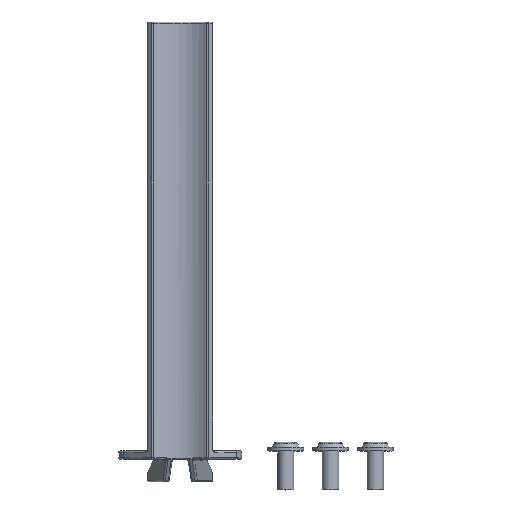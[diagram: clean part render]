
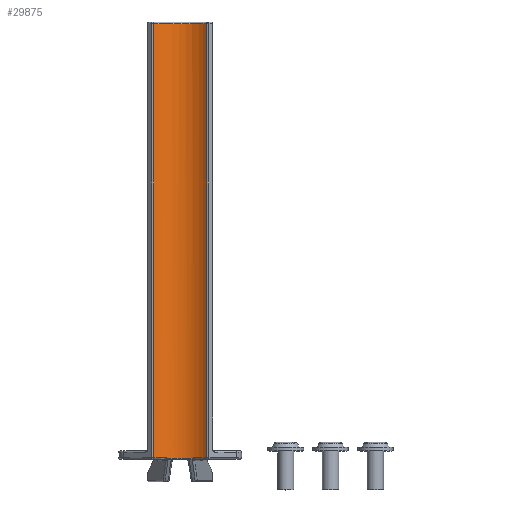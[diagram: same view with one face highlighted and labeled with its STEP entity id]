
A CAD part, left-side view. The second image highlights one B-rep face of the part: STEP entity #29875.
In plain terms, the highlighted cylindrical face has radius 12.5 mm (diameter 25 mm), a partial arc.
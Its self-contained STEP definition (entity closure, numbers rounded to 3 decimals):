
#776=ELLIPSE('',#32157,12.502,12.5);
#1388=CYLINDRICAL_SURFACE('',#32152,12.5);
#2274=LINE('',#47055,#4067);
#2275=LINE('',#47059,#4068);
#4067=VECTOR('',#36210,10.);
#4068=VECTOR('',#36213,10.);
#5872=FACE_OUTER_BOUND('',#8059,.T.);
#8059=EDGE_LOOP('',(#19893,#19894,#19895,#19896,#19897,#19898,#19899,#19900,
#19901,#19902,#19903,#19904,#19905,#19906,#19907,#19908));
#10261=CIRCLE('',#32153,12.5);
#10262=CIRCLE('',#32154,12.5);
#10263=CIRCLE('',#32155,12.5);
#10264=CIRCLE('',#32156,12.5);
#10265=CIRCLE('',#32158,12.5);
#12052=B_SPLINE_CURVE_WITH_KNOTS('',3,(#46945,#46946,#46947,#46948),
 .UNSPECIFIED.,.F.,.F.,(4,4),(0.,0.015),
 .UNSPECIFIED.);
#12054=B_SPLINE_CURVE_WITH_KNOTS('',3,(#46988,#46989,#46990,#46991,#46992,
#46993,#46994,#46995),.UNSPECIFIED.,.F.,.F.,(4,1,1,2,4),(0.,0.046,
0.061,0.076,0.077),.UNSPECIFIED.);
#12056=B_SPLINE_CURVE_WITH_KNOTS('',3,(#47008,#47009,#47010,#47011,#47012,
#47013,#47014),.UNSPECIFIED.,.F.,.F.,(4,1,1,1,4),(0.075,0.103,
0.121,0.13,0.14),.UNSPECIFIED.);
#12057=B_SPLINE_CURVE_WITH_KNOTS('',3,(#47016,#47017,#47018,#47019),
 .UNSPECIFIED.,.F.,.F.,(4,4),(-0.157,-0.143),
 .UNSPECIFIED.);
#12058=B_SPLINE_CURVE_WITH_KNOTS('',3,(#47023,#47024,#47025,#47026),
 .UNSPECIFIED.,.F.,.F.,(4,4),(0.,0.014),
 .UNSPECIFIED.);
#12059=B_SPLINE_CURVE_WITH_KNOTS('',3,(#47028,#47029,#47030,#47031,#47032,
#47033,#47034,#47035),.UNSPECIFIED.,.F.,.F.,(4,1,1,1,1,4),(-0.099,
-0.09,-0.085,-0.071,-0.053,
-0.035),.UNSPECIFIED.);
#12060=B_SPLINE_CURVE_WITH_KNOTS('',3,(#47039,#47040,#47041,#47042),
 .UNSPECIFIED.,.F.,.F.,(4,4),(0.,0.015),.UNSPECIFIED.);
#12061=B_SPLINE_CURVE_WITH_KNOTS('',3,(#47044,#47045,#47046,#47047,#47048,
#47049,#47050,#47051),.UNSPECIFIED.,.F.,.F.,(4,2,1,1,4),(0.,
0.,0.046,0.061,0.076),
 .UNSPECIFIED.);
#12591=VERTEX_POINT('',#46942);
#12592=VERTEX_POINT('',#46944);
#12594=VERTEX_POINT('',#46987);
#12595=VERTEX_POINT('',#47005);
#12596=VERTEX_POINT('',#47007);
#12597=VERTEX_POINT('',#47015);
#12598=VERTEX_POINT('',#47020);
#12599=VERTEX_POINT('',#47022);
#12600=VERTEX_POINT('',#47027);
#12601=VERTEX_POINT('',#47036);
#12602=VERTEX_POINT('',#47038);
#12603=VERTEX_POINT('',#47043);
#12604=VERTEX_POINT('',#47052);
#12605=VERTEX_POINT('',#47054);
#12606=VERTEX_POINT('',#47056);
#12607=VERTEX_POINT('',#47058);
#15151=EDGE_CURVE('',#12591,#12592,#12052,.T.);
#15154=EDGE_CURVE('',#12592,#12594,#12054,.T.);
#15156=EDGE_CURVE('',#12595,#12591,#10261,.T.);
#15157=EDGE_CURVE('',#12596,#12595,#12056,.T.);
#15158=EDGE_CURVE('',#12597,#12596,#12057,.T.);
#15159=EDGE_CURVE('',#12598,#12597,#10262,.T.);
#15160=EDGE_CURVE('',#12599,#12598,#12058,.T.);
#15161=EDGE_CURVE('',#12600,#12599,#12059,.T.);
#15162=EDGE_CURVE('',#12601,#12600,#10263,.T.);
#15163=EDGE_CURVE('',#12602,#12601,#12060,.T.);
#15164=EDGE_CURVE('',#12603,#12602,#12061,.T.);
#15165=EDGE_CURVE('',#12604,#12603,#10264,.T.);
#15166=EDGE_CURVE('',#12605,#12604,#2274,.T.);
#15167=EDGE_CURVE('',#12606,#12605,#776,.T.);
#15168=EDGE_CURVE('',#12607,#12606,#2275,.T.);
#15169=EDGE_CURVE('',#12594,#12607,#10265,.T.);
#19893=ORIENTED_EDGE('',*,*,#15154,.F.);
#19894=ORIENTED_EDGE('',*,*,#15151,.F.);
#19895=ORIENTED_EDGE('',*,*,#15156,.F.);
#19896=ORIENTED_EDGE('',*,*,#15157,.F.);
#19897=ORIENTED_EDGE('',*,*,#15158,.F.);
#19898=ORIENTED_EDGE('',*,*,#15159,.F.);
#19899=ORIENTED_EDGE('',*,*,#15160,.F.);
#19900=ORIENTED_EDGE('',*,*,#15161,.F.);
#19901=ORIENTED_EDGE('',*,*,#15162,.F.);
#19902=ORIENTED_EDGE('',*,*,#15163,.F.);
#19903=ORIENTED_EDGE('',*,*,#15164,.F.);
#19904=ORIENTED_EDGE('',*,*,#15165,.F.);
#19905=ORIENTED_EDGE('',*,*,#15166,.F.);
#19906=ORIENTED_EDGE('',*,*,#15167,.F.);
#19907=ORIENTED_EDGE('',*,*,#15168,.F.);
#19908=ORIENTED_EDGE('',*,*,#15169,.F.);
#29875=ADVANCED_FACE('',(#5872),#1388,.F.);
#32152=AXIS2_PLACEMENT_3D('',#47004,#36200,#36201);
#32153=AXIS2_PLACEMENT_3D('',#47006,#36202,#36203);
#32154=AXIS2_PLACEMENT_3D('',#47021,#36204,#36205);
#32155=AXIS2_PLACEMENT_3D('',#47037,#36206,#36207);
#32156=AXIS2_PLACEMENT_3D('',#47053,#36208,#36209);
#32157=AXIS2_PLACEMENT_3D('',#47057,#36211,#36212);
#32158=AXIS2_PLACEMENT_3D('',#47060,#36214,#36215);
#36200=DIRECTION('center_axis',(0.,-1.,0.));
#36201=DIRECTION('ref_axis',(-1.,0.,0.));
#36202=DIRECTION('center_axis',(0.,1.,0.));
#36203=DIRECTION('ref_axis',(0.,0.,1.));
#36204=DIRECTION('center_axis',(0.,1.,0.));
#36205=DIRECTION('ref_axis',(0.,0.,1.));
#36206=DIRECTION('center_axis',(0.,1.,0.));
#36207=DIRECTION('ref_axis',(0.,0.,1.));
#36208=DIRECTION('center_axis',(0.,1.,0.));
#36209=DIRECTION('ref_axis',(-0.503,0.,0.865));
#36210=DIRECTION('',(0.,-1.,0.));
#36211=DIRECTION('center_axis',(0.,-1.,-0.018));
#36212=DIRECTION('ref_axis',(0.,-0.018,1.));
#36213=DIRECTION('',(0.,1.,0.));
#36214=DIRECTION('center_axis',(0.,1.,0.));
#36215=DIRECTION('ref_axis',(0.503,0.,0.865));
#46942=CARTESIAN_POINT('',(3.691,-1.17,-15.357));
#46944=CARTESIAN_POINT('',(3.803,-1.091,-15.393));
#46945=CARTESIAN_POINT('Ctrl Pts',(3.691,-1.17,-15.357));
#46946=CARTESIAN_POINT('Ctrl Pts',(3.738,-1.17,-15.372));
#46947=CARTESIAN_POINT('Ctrl Pts',(3.777,-1.132,-15.384));
#46948=CARTESIAN_POINT('Ctrl Pts',(3.803,-1.091,-15.393));
#46987=CARTESIAN_POINT('',(4.415,-0.75,-15.606));
#46988=CARTESIAN_POINT('Ctrl Pts',(3.803,-1.091,-15.393));
#46989=CARTESIAN_POINT('Ctrl Pts',(3.885,-0.966,-15.419));
#46990=CARTESIAN_POINT('Ctrl Pts',(4.045,-0.836,
-15.471));
#46991=CARTESIAN_POINT('Ctrl Pts',(4.274,-0.778,
-15.553));
#46992=CARTESIAN_POINT('Ctrl Pts',(4.365,-0.76,-15.587));
#46993=CARTESIAN_POINT('Ctrl Pts',(4.412,-0.751,-15.605));
#46994=CARTESIAN_POINT('Ctrl Pts',(4.414,-0.75,
-15.605));
#46995=CARTESIAN_POINT('Ctrl Pts',(4.415,-0.75,
-15.606));
#47004=CARTESIAN_POINT('Origin',(0.,1.411,-27.3));
#47005=CARTESIAN_POINT('',(2.511,-1.17,-15.055));
#47006=CARTESIAN_POINT('Origin',(0.,-1.17,-27.3));
#47007=CARTESIAN_POINT('',(1.927,-0.962,-14.949));
#47008=CARTESIAN_POINT('Ctrl Pts',(1.927,-0.962,
-14.949));
#47009=CARTESIAN_POINT('Ctrl Pts',(2.014,-0.978,
-14.963));
#47010=CARTESIAN_POINT('Ctrl Pts',(2.155,-1.028,-14.987));
#47011=CARTESIAN_POINT('Ctrl Pts',(2.315,-1.108,-15.016));
#47012=CARTESIAN_POINT('Ctrl Pts',(2.424,-1.155,-15.037));
#47013=CARTESIAN_POINT('Ctrl Pts',(2.481,-1.17,-15.049));
#47014=CARTESIAN_POINT('Ctrl Pts',(2.511,-1.17,-15.055));
#47015=CARTESIAN_POINT('',(1.793,-0.95,-14.929));
#47016=CARTESIAN_POINT('Ctrl Pts',(1.793,-0.95,
-14.929));
#47017=CARTESIAN_POINT('Ctrl Pts',(1.838,-0.95,-14.936));
#47018=CARTESIAN_POINT('Ctrl Pts',(1.883,-0.954,
-14.943));
#47019=CARTESIAN_POINT('Ctrl Pts',(1.927,-0.962,
-14.949));
#47020=CARTESIAN_POINT('',(-1.793,-0.95,-14.929));
#47021=CARTESIAN_POINT('Origin',(0.,-0.95,-27.3));
#47022=CARTESIAN_POINT('',(-1.927,-0.962,-14.949));
#47023=CARTESIAN_POINT('Ctrl Pts',(-1.927,-0.962,
-14.949));
#47024=CARTESIAN_POINT('Ctrl Pts',(-1.883,-0.954,
-14.943));
#47025=CARTESIAN_POINT('Ctrl Pts',(-1.838,-0.95,
-14.936));
#47026=CARTESIAN_POINT('Ctrl Pts',(-1.793,-0.95,
-14.929));
#47027=CARTESIAN_POINT('',(-2.511,-1.17,-15.055));
#47028=CARTESIAN_POINT('Ctrl Pts',(-2.511,-1.17,
-15.055));
#47029=CARTESIAN_POINT('Ctrl Pts',(-2.481,-1.17,
-15.049));
#47030=CARTESIAN_POINT('Ctrl Pts',(-2.438,-1.158,
-15.04));
#47031=CARTESIAN_POINT('Ctrl Pts',(-2.355,-1.126,
-15.024));
#47032=CARTESIAN_POINT('Ctrl Pts',(-2.248,-1.074,-15.004));
#47033=CARTESIAN_POINT('Ctrl Pts',(-2.099,-1.006,
-14.977));
#47034=CARTESIAN_POINT('Ctrl Pts',(-1.985,-0.972,
-14.958));
#47035=CARTESIAN_POINT('Ctrl Pts',(-1.927,-0.962,
-14.949));
#47036=CARTESIAN_POINT('',(-3.691,-1.17,-15.357));
#47037=CARTESIAN_POINT('Origin',(0.,-1.17,-27.3));
#47038=CARTESIAN_POINT('',(-3.803,-1.091,-15.393));
#47039=CARTESIAN_POINT('Ctrl Pts',(-3.803,-1.091,
-15.393));
#47040=CARTESIAN_POINT('Ctrl Pts',(-3.777,-1.132,
-15.384));
#47041=CARTESIAN_POINT('Ctrl Pts',(-3.738,-1.17,
-15.372));
#47042=CARTESIAN_POINT('Ctrl Pts',(-3.691,-1.17,
-15.357));
#47043=CARTESIAN_POINT('',(-4.415,-0.75,-15.606));
#47044=CARTESIAN_POINT('Ctrl Pts',(-4.415,-0.75,
-15.606));
#47045=CARTESIAN_POINT('Ctrl Pts',(-4.414,-0.75,
-15.605));
#47046=CARTESIAN_POINT('Ctrl Pts',(-4.412,-0.751,
-15.605));
#47047=CARTESIAN_POINT('Ctrl Pts',(-4.274,-0.776,
-15.552));
#47048=CARTESIAN_POINT('Ctrl Pts',(-4.083,-0.813,
-15.485));
#47049=CARTESIAN_POINT('Ctrl Pts',(-3.893,-0.972,
-15.421));
#47050=CARTESIAN_POINT('Ctrl Pts',(-3.831,-1.049,
-15.401));
#47051=CARTESIAN_POINT('Ctrl Pts',(-3.803,-1.091,
-15.393));
#47052=CARTESIAN_POINT('',(-8.202,-0.75,-17.867));
#47053=CARTESIAN_POINT('Origin',(0.,-0.75,-27.3));
#47054=CARTESIAN_POINT('',(-8.202,132.848,-17.867));
#47055=CARTESIAN_POINT('',(-8.202,1.411,-17.867));
#47056=CARTESIAN_POINT('',(8.202,132.848,-17.867));
#47057=CARTESIAN_POINT('Origin',(0.,133.019,-27.3));
#47058=CARTESIAN_POINT('',(8.202,-0.75,-17.867));
#47059=CARTESIAN_POINT('',(8.202,1.411,-17.867));
#47060=CARTESIAN_POINT('Origin',(0.,-0.75,-27.3));
